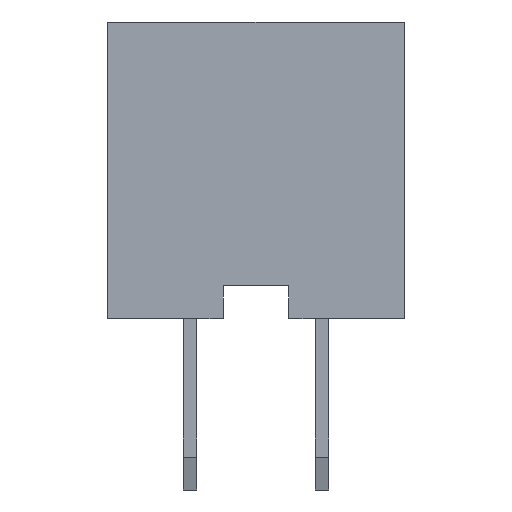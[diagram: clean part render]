
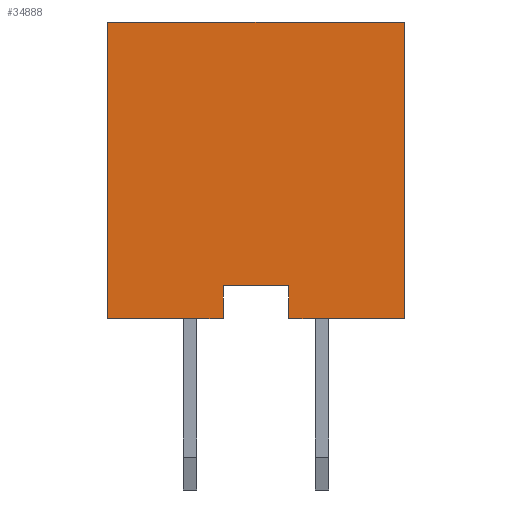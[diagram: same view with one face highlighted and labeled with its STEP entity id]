
A CAD part, left-side view. The second image highlights one B-rep face of the part: STEP entity #34888.
In plain terms, the highlighted planar face has unit normal (-1, 0, 0).
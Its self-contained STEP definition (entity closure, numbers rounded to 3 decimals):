
#550 = DIRECTION ( 'NONE',  ( 0., -1., 0. ) ) ;
#960 = VERTEX_POINT ( 'NONE', #38174 ) ;
#1681 = CARTESIAN_POINT ( 'NONE',  ( -1., 2.25, 0. ) ) ;
#2099 = LINE ( 'NONE', #42900, #7143 ) ;
#2581 = DIRECTION ( 'NONE',  ( 0., 1., 0. ) ) ;
#2750 = EDGE_CURVE ( 'NONE', #12426, #23445, #41922, .T. ) ;
#2911 = VERTEX_POINT ( 'NONE', #29495 ) ;
#3869 = CARTESIAN_POINT ( 'NONE',  ( -1., -2.25, 4.5 ) ) ;
#4050 = DIRECTION ( 'NONE',  ( 0., -1., 0. ) ) ;
#4156 = DIRECTION ( 'NONE',  ( 0., 0., 1. ) ) ;
#4787 = EDGE_CURVE ( 'NONE', #2911, #23445, #9239, .T. ) ;
#5370 = VERTEX_POINT ( 'NONE', #9551 ) ;
#5701 = ORIENTED_EDGE ( 'NONE', *, *, #32320, .F. ) ;
#7143 = VECTOR ( 'NONE', #2581, 1000. ) ;
#7451 = ORIENTED_EDGE ( 'NONE', *, *, #10733, .F. ) ;
#7645 = VECTOR ( 'NONE', #4156, 1000. ) ;
#9239 = LINE ( 'NONE', #23303, #39452 ) ;
#9416 = CARTESIAN_POINT ( 'NONE',  ( -1., 2.25, 4.5 ) ) ;
#9551 = CARTESIAN_POINT ( 'NONE',  ( -1., 2.25, 4.5 ) ) ;
#9637 = ORIENTED_EDGE ( 'NONE', *, *, #44097, .T. ) ;
#10733 = EDGE_CURVE ( 'NONE', #24145, #15602, #19938, .T. ) ;
#12421 = CARTESIAN_POINT ( 'NONE',  ( -1., -0.5, 0.5 ) ) ;
#12426 = VERTEX_POINT ( 'NONE', #1681 ) ;
#13020 = LINE ( 'NONE', #35608, #28104 ) ;
#14046 = FACE_OUTER_BOUND ( 'NONE', #22144, .T. ) ;
#15602 = VERTEX_POINT ( 'NONE', #33846 ) ;
#15948 = CARTESIAN_POINT ( 'NONE',  ( -1., -2.25, 4.5 ) ) ;
#17901 = EDGE_CURVE ( 'NONE', #34217, #960, #13020, .T. ) ;
#18463 = DIRECTION ( 'NONE',  ( 0., -1., 0. ) ) ;
#19053 = CARTESIAN_POINT ( 'NONE',  ( -1., -2.25, 0. ) ) ;
#19938 = LINE ( 'NONE', #12421, #7645 ) ;
#20542 = LINE ( 'NONE', #9416, #35052 ) ;
#21287 = DIRECTION ( 'NONE',  ( 0., 1., 0. ) ) ;
#22144 = EDGE_LOOP ( 'NONE', ( #25664, #29813, #5701, #7451, #23042, #47827, #33959, #9637 ) ) ;
#23042 = ORIENTED_EDGE ( 'NONE', *, *, #47242, .T. ) ;
#23303 = CARTESIAN_POINT ( 'NONE',  ( -1., 0.5, 0.5 ) ) ;
#23445 = VERTEX_POINT ( 'NONE', #46341 ) ;
#24145 = VERTEX_POINT ( 'NONE', #25038 ) ;
#24928 = CARTESIAN_POINT ( 'NONE',  ( -1., -2.25, 4.5 ) ) ;
#25038 = CARTESIAN_POINT ( 'NONE',  ( -1., -0.5, 0. ) ) ;
#25664 = ORIENTED_EDGE ( 'NONE', *, *, #2750, .T. ) ;
#27109 = DIRECTION ( 'NONE',  ( 0., 0., -1. ) ) ;
#28104 = VECTOR ( 'NONE', #32199, 1000. ) ;
#28823 = DIRECTION ( 'NONE',  ( 1., 0., 0. ) ) ;
#29495 = CARTESIAN_POINT ( 'NONE',  ( -1., 0.5, 0.5 ) ) ;
#29813 = ORIENTED_EDGE ( 'NONE', *, *, #4787, .F. ) ;
#31335 = DIRECTION ( 'NONE',  ( 0., 0., -1. ) ) ;
#31629 = VECTOR ( 'NONE', #4050, 1000. ) ;
#32199 = DIRECTION ( 'NONE',  ( 0., 0., -1. ) ) ;
#32320 = EDGE_CURVE ( 'NONE', #15602, #2911, #2099, .T. ) ;
#33020 = VECTOR ( 'NONE', #550, 1000. ) ;
#33846 = CARTESIAN_POINT ( 'NONE',  ( -1., -0.5, 0.5 ) ) ;
#33959 = ORIENTED_EDGE ( 'NONE', *, *, #35833, .F. ) ;
#34217 = VERTEX_POINT ( 'NONE', #15948 ) ;
#34612 = VECTOR ( 'NONE', #18463, 1000. ) ;
#34888 = ADVANCED_FACE ( 'NONE', ( #14046 ), #39282, .F. ) ;
#35052 = VECTOR ( 'NONE', #27109, 1000. ) ;
#35608 = CARTESIAN_POINT ( 'NONE',  ( -1., -2.25, 4.5 ) ) ;
#35833 = EDGE_CURVE ( 'NONE', #5370, #34217, #37155, .T. ) ;
#37155 = LINE ( 'NONE', #3869, #34612 ) ;
#37485 = LINE ( 'NONE', #19053, #33020 ) ;
#38174 = CARTESIAN_POINT ( 'NONE',  ( -1., -2.25, 0. ) ) ;
#38280 = CARTESIAN_POINT ( 'NONE',  ( -1., -2.25, 0. ) ) ;
#39282 = PLANE ( 'NONE',  #43801 ) ;
#39452 = VECTOR ( 'NONE', #31335, 1000. ) ;
#41922 = LINE ( 'NONE', #38280, #31629 ) ;
#42900 = CARTESIAN_POINT ( 'NONE',  ( -1., 0.5, 0.5 ) ) ;
#43801 = AXIS2_PLACEMENT_3D ( 'NONE', #24928, #28823, #21287 ) ;
#44097 = EDGE_CURVE ( 'NONE', #5370, #12426, #20542, .T. ) ;
#46341 = CARTESIAN_POINT ( 'NONE',  ( -1., 0.5, 0. ) ) ;
#47242 = EDGE_CURVE ( 'NONE', #24145, #960, #37485, .T. ) ;
#47827 = ORIENTED_EDGE ( 'NONE', *, *, #17901, .F. ) ;
